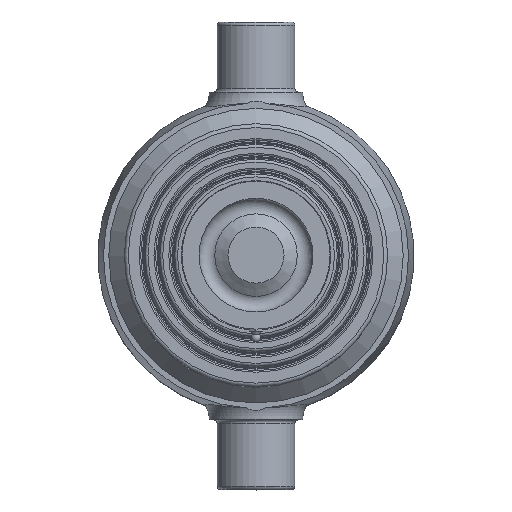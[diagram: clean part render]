
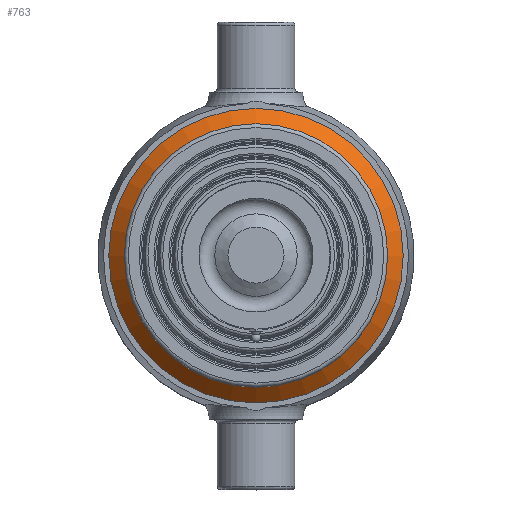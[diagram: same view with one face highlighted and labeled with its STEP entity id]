
A CAD part, top view. The second image highlights one B-rep face of the part: STEP entity #763.
In plain terms, the highlighted conical face has half-angle 45 degrees and reference radius 94.5 mm.
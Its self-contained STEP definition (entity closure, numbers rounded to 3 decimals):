
#763 = ADVANCED_FACE( '', ( #1801, #1802 ), #1803, .T. );
#1801 = FACE_BOUND( '', #3130, .T. );
#1802 = FACE_OUTER_BOUND( '', #3131, .T. );
#1803 = CONICAL_SURFACE( '', #3132, 94.5, 0.785 );
#3130 = EDGE_LOOP( '', ( #5027 ) );
#3131 = EDGE_LOOP( '', ( #5028 ) );
#3132 = AXIS2_PLACEMENT_3D( '', #5029, #5030, #5031 );
#5027 = ORIENTED_EDGE( '', *, *, #6741, .F. );
#5028 = ORIENTED_EDGE( '', *, *, #6742, .T. );
#5029 = CARTESIAN_POINT( '', ( 0., 0., 198. ) );
#5030 = DIRECTION( '', ( 0., 0., -1. ) );
#5031 = DIRECTION( '', ( -1., 0., 0. ) );
#6741 = EDGE_CURVE( '', #7931, #7931, #7932, .T. );
#6742 = EDGE_CURVE( '', #7933, #7933, #7934, .T. );
#7931 = VERTEX_POINT( '', #10280 );
#7932 = CIRCLE( '', #10281, 84.5 );
#7933 = VERTEX_POINT( '', #10282 );
#7934 = CIRCLE( '', #10283, 94.5 );
#10280 = CARTESIAN_POINT( '', ( -84.5, 0., 208. ) );
#10281 = AXIS2_PLACEMENT_3D( '', #11674, #11675, #11676 );
#10282 = CARTESIAN_POINT( '', ( -94.5, 0., 198. ) );
#10283 = AXIS2_PLACEMENT_3D( '', #11677, #11678, #11679 );
#11674 = CARTESIAN_POINT( '', ( 0., 0., 208. ) );
#11675 = DIRECTION( '', ( 0., 0., 1. ) );
#11676 = DIRECTION( '', ( -1., 0., 0. ) );
#11677 = CARTESIAN_POINT( '', ( 0., 0., 198. ) );
#11678 = DIRECTION( '', ( 0., 0., 1. ) );
#11679 = DIRECTION( '', ( -1., 0., 0. ) );
